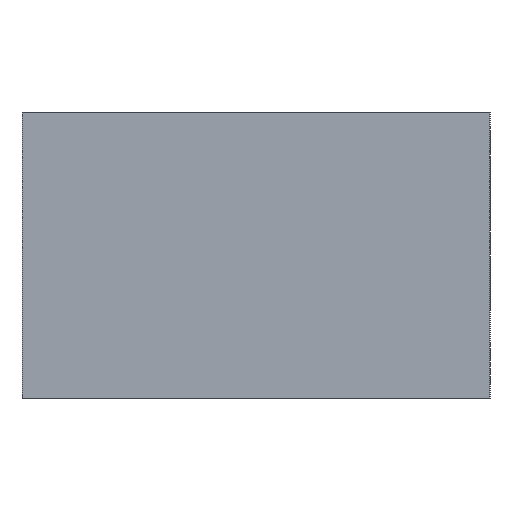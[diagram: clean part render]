
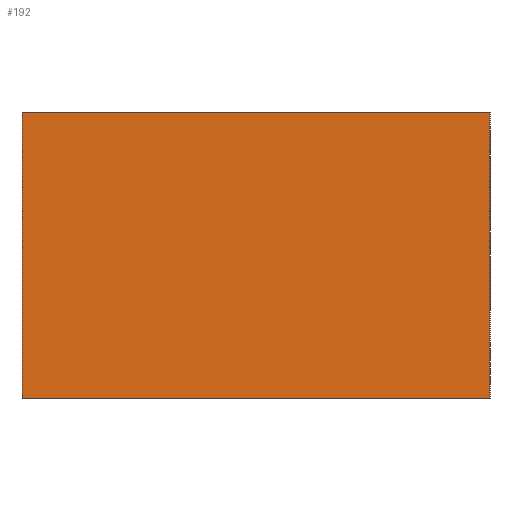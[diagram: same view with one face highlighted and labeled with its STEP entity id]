
A CAD part, left-side view. The second image highlights one B-rep face of the part: STEP entity #192.
In plain terms, the highlighted planar face has unit normal (-1, 0, 0).
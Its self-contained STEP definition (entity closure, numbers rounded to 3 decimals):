
#34 = VERTEX_POINT ( 'NONE', #929 ) ;
#131 = CARTESIAN_POINT ( 'NONE',  ( -86.959, -16.919, 16.897 ) ) ;
#180 = CARTESIAN_POINT ( 'NONE',  ( -86.959, -16.919, 38.897 ) ) ;
#192 = ADVANCED_FACE ( 'NONE', ( #1215 ), #544, .T. ) ;
#204 = EDGE_CURVE ( 'NONE', #34, #761, #290, .T. ) ;
#240 = DIRECTION ( 'NONE',  ( 0., 1., 0. ) ) ;
#290 = LINE ( 'NONE', #640, #767 ) ;
#314 = CARTESIAN_POINT ( 'NONE',  ( -86.959, -52.919, 16.897 ) ) ;
#336 = EDGE_CURVE ( 'NONE', #476, #34, #1130, .T. ) ;
#337 = DIRECTION ( 'NONE',  ( 0., -1., 0. ) ) ;
#354 = LINE ( 'NONE', #1216, #456 ) ;
#391 = ORIENTED_EDGE ( 'NONE', *, *, #336, .T. ) ;
#405 = EDGE_LOOP ( 'NONE', ( #1147, #864, #1200, #391 ) ) ;
#439 = DIRECTION ( 'NONE',  ( -1., 0., 0. ) ) ;
#456 = VECTOR ( 'NONE', #509, 1000. ) ;
#466 = DIRECTION ( 'NONE',  ( 0., 0., 1. ) ) ;
#476 = VERTEX_POINT ( 'NONE', #314 ) ;
#509 = DIRECTION ( 'NONE',  ( 0., 0., -1. ) ) ;
#527 = CARTESIAN_POINT ( 'NONE',  ( -86.959, -34.919, 16.897 ) ) ;
#544 = PLANE ( 'NONE',  #652 ) ;
#640 = CARTESIAN_POINT ( 'NONE',  ( -86.959, -34.919, 38.897 ) ) ;
#651 = CARTESIAN_POINT ( 'NONE',  ( -86.959, -52.919, 27.897 ) ) ;
#652 = AXIS2_PLACEMENT_3D ( 'NONE', #131, #439, #337 ) ;
#761 = VERTEX_POINT ( 'NONE', #180 ) ;
#767 = VECTOR ( 'NONE', #240, 1000. ) ;
#864 = ORIENTED_EDGE ( 'NONE', *, *, #909, .T. ) ;
#909 = EDGE_CURVE ( 'NONE', #761, #1287, #354, .T. ) ;
#929 = CARTESIAN_POINT ( 'NONE',  ( -86.959, -52.919, 38.897 ) ) ;
#995 = CARTESIAN_POINT ( 'NONE',  ( -86.959, -16.919, 16.897 ) ) ;
#1010 = VECTOR ( 'NONE', #1162, 1000. ) ;
#1037 = LINE ( 'NONE', #527, #1010 ) ;
#1130 = LINE ( 'NONE', #651, #1251 ) ;
#1147 = ORIENTED_EDGE ( 'NONE', *, *, #204, .T. ) ;
#1156 = EDGE_CURVE ( 'NONE', #1287, #476, #1037, .T. ) ;
#1162 = DIRECTION ( 'NONE',  ( 0., -1., 0. ) ) ;
#1200 = ORIENTED_EDGE ( 'NONE', *, *, #1156, .T. ) ;
#1215 = FACE_OUTER_BOUND ( 'NONE', #405, .T. ) ;
#1216 = CARTESIAN_POINT ( 'NONE',  ( -86.959, -16.919, 27.897 ) ) ;
#1251 = VECTOR ( 'NONE', #466, 1000. ) ;
#1287 = VERTEX_POINT ( 'NONE', #995 ) ;
